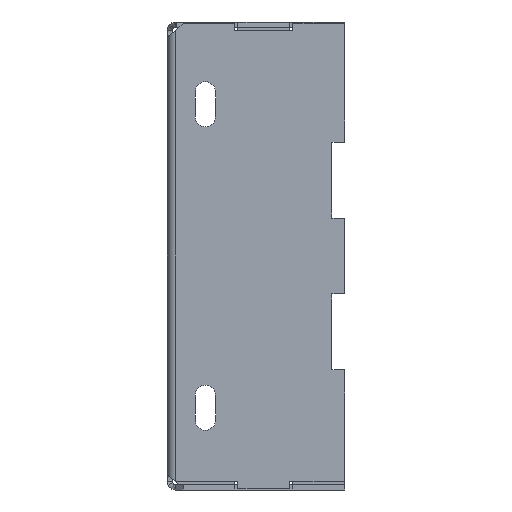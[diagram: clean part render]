
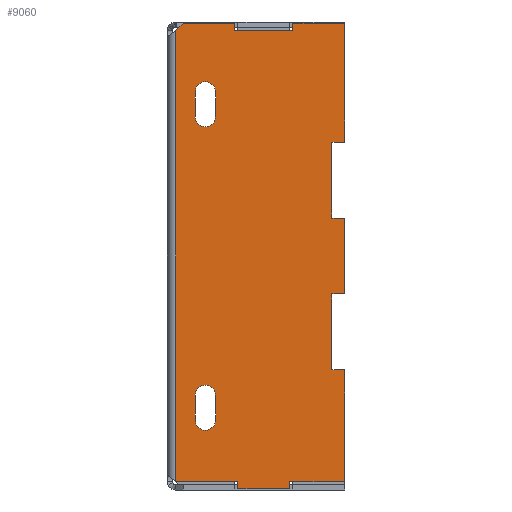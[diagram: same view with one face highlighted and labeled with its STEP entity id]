
A CAD part, left-side view. The second image highlights one B-rep face of the part: STEP entity #9060.
In plain terms, the highlighted planar face has unit normal (-1, 0, 0).
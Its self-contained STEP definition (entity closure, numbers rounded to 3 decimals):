
#221=DIRECTION('',(0.,1.,0.));
#222=VECTOR('',#221,0.5);
#223=CARTESIAN_POINT('',(-14.68,-7.,4.5));
#224=LINE('',#223,#222);
#225=DIRECTION('',(0.,0.,-1.));
#226=VECTOR('',#225,3.);
#227=CARTESIAN_POINT('',(-14.68,-6.5,4.5));
#228=LINE('',#227,#226);
#229=DIRECTION('',(0.,1.,0.));
#230=VECTOR('',#229,0.5);
#231=CARTESIAN_POINT('',(-14.68,-7.,1.5));
#232=LINE('',#231,#230);
#233=DIRECTION('',(0.,0.,-1.));
#234=VECTOR('',#233,3.);
#235=CARTESIAN_POINT('',(-14.68,-7.,1.5));
#236=LINE('',#235,#234);
#237=DIRECTION('',(0.,1.,0.));
#238=VECTOR('',#237,0.5);
#239=CARTESIAN_POINT('',(-14.68,-7.,-1.5));
#240=LINE('',#239,#238);
#241=DIRECTION('',(0.,0.,-1.));
#242=VECTOR('',#241,3.);
#243=CARTESIAN_POINT('',(-14.68,-6.5,-1.5));
#244=LINE('',#243,#242);
#245=DIRECTION('',(0.,1.,0.));
#246=VECTOR('',#245,0.5);
#247=CARTESIAN_POINT('',(-14.68,-7.,-4.5));
#248=LINE('',#247,#246);
#249=DIRECTION('',(0.,-1.,0.));
#250=VECTOR('',#249,2.173);
#251=CARTESIAN_POINT('',(-14.68,-4.827,-8.92));
#252=LINE('',#251,#250);
#253=DIRECTION('',(0.,0.,1.));
#254=VECTOR('',#253,0.28);
#255=CARTESIAN_POINT('',(-14.68,-4.827,-9.2));
#256=LINE('',#255,#254);
#257=DIRECTION('',(0.,-1.,0.));
#258=VECTOR('',#257,2.043);
#259=CARTESIAN_POINT('',(-14.68,-2.784,-9.2));
#260=LINE('',#259,#258);
#261=DIRECTION('',(0.,0.,-1.));
#262=VECTOR('',#261,0.28);
#263=CARTESIAN_POINT('',(-14.68,-2.784,-8.92));
#264=LINE('',#263,#262);
#265=DIRECTION('',(0.,-1.,0.));
#266=VECTOR('',#265,2.446);
#267=CARTESIAN_POINT('',(-14.68,-0.338,-8.92));
#268=LINE('',#267,#266);
#269=DIRECTION('',(0.,-0.707,-0.707));
#270=VECTOR('',#269,0.011);
#271=CARTESIAN_POINT('',(-14.68,-0.33,-8.912));
#272=LINE('',#271,#270);
#273=DIRECTION('',(0.,0.,-1.));
#274=VECTOR('',#273,17.824);
#275=CARTESIAN_POINT('',(-14.68,-0.33,8.912));
#276=LINE('',#275,#274);
#277=DIRECTION('',(0.,1.,0.));
#278=VECTOR('',#277,2.036);
#279=CARTESIAN_POINT('',(-14.68,-2.654,9.2));
#280=LINE('',#279,#278);
#281=DIRECTION('',(0.,0.,1.));
#282=VECTOR('',#281,0.28);
#283=CARTESIAN_POINT('',(-14.68,-2.654,8.92));
#284=LINE('',#283,#282);
#285=DIRECTION('',(0.,1.,0.));
#286=VECTOR('',#285,2.303);
#287=CARTESIAN_POINT('',(-14.68,-4.957,8.92));
#288=LINE('',#287,#286);
#289=DIRECTION('',(0.,0.,-1.));
#290=VECTOR('',#289,0.28);
#291=CARTESIAN_POINT('',(-14.68,-4.957,9.2));
#292=LINE('',#291,#290);
#293=DIRECTION('',(0.,1.,0.));
#294=VECTOR('',#293,2.043);
#295=CARTESIAN_POINT('',(-14.68,-7.,9.2));
#296=LINE('',#295,#294);
#297=DIRECTION('',(0.,0.,-1.));
#298=VECTOR('',#297,0.98);
#299=CARTESIAN_POINT('',(-14.68,-1.9,6.49));
#300=LINE('',#299,#298);
#301=CARTESIAN_POINT('',(-14.68,-1.5,6.49));
#302=DIRECTION('',(-1.,0.,0.));
#303=DIRECTION('',(0.,-1.,0.));
#304=AXIS2_PLACEMENT_3D('',#301,#302,#303);
#306=DIRECTION('',(0.,0.,1.));
#307=VECTOR('',#306,0.49);
#308=CARTESIAN_POINT('',(-14.68,-1.1,6.));
#309=LINE('',#308,#307);
#310=DIRECTION('',(0.,0.,1.));
#311=VECTOR('',#310,0.49);
#312=CARTESIAN_POINT('',(-14.68,-1.1,5.51));
#313=LINE('',#312,#311);
#314=CARTESIAN_POINT('',(-14.68,-1.5,5.51));
#315=DIRECTION('',(-1.,0.,0.));
#316=DIRECTION('',(0.,1.,0.));
#317=AXIS2_PLACEMENT_3D('',#314,#315,#316);
#319=DIRECTION('',(0.,0.,1.));
#320=VECTOR('',#319,0.98);
#321=CARTESIAN_POINT('',(-14.68,-1.9,-6.49));
#322=LINE('',#321,#320);
#323=CARTESIAN_POINT('',(-14.68,-1.5,-5.51));
#324=DIRECTION('',(1.,0.,0.));
#325=DIRECTION('',(0.,1.,0.));
#326=AXIS2_PLACEMENT_3D('',#323,#324,#325);
#328=DIRECTION('',(0.,0.,-1.));
#329=VECTOR('',#328,0.49);
#330=CARTESIAN_POINT('',(-14.68,-1.1,-5.51));
#331=LINE('',#330,#329);
#332=DIRECTION('',(0.,0.,-1.));
#333=VECTOR('',#332,0.49);
#334=CARTESIAN_POINT('',(-14.68,-1.1,-6.));
#335=LINE('',#334,#333);
#336=CARTESIAN_POINT('',(-14.68,-1.5,-6.49));
#337=DIRECTION('',(1.,0.,0.));
#338=DIRECTION('',(0.,-1.,0.));
#339=AXIS2_PLACEMENT_3D('',#336,#337,#338);
#353=DIRECTION('',(0.,0.,1.));
#354=VECTOR('',#353,4.42);
#355=CARTESIAN_POINT('',(-14.68,-7.,-8.92));
#356=LINE('',#355,#354);
#357=DIRECTION('',(0.,0.,1.));
#358=VECTOR('',#357,4.7);
#359=CARTESIAN_POINT('',(-14.68,-7.,4.5));
#360=LINE('',#359,#358);
#537=DIRECTION('',(0.,0.707,-0.707));
#538=VECTOR('',#537,0.407);
#539=CARTESIAN_POINT('',(-14.68,-0.618,9.2));
#540=LINE('',#539,#538);
#6709=CARTESIAN_POINT('',(-14.68,-0.33,-8.912));
#6710=CARTESIAN_POINT('',(-14.68,-0.338,-8.92));
#6711=VERTEX_POINT('',#6709);
#6712=VERTEX_POINT('',#6710);
#6841=CARTESIAN_POINT('',(-14.68,-2.784,-8.92));
#6842=VERTEX_POINT('',#6841);
#6843=CARTESIAN_POINT('',(-14.68,-2.784,-9.2));
#6844=VERTEX_POINT('',#6843);
#6845=CARTESIAN_POINT('',(-14.68,-4.827,-9.2));
#6846=VERTEX_POINT('',#6845);
#6847=CARTESIAN_POINT('',(-14.68,-4.827,-8.92));
#6848=VERTEX_POINT('',#6847);
#6849=CARTESIAN_POINT('',(-14.68,-7.,-8.92));
#6850=VERTEX_POINT('',#6849);
#6861=CARTESIAN_POINT('',(-14.68,-7.,9.2));
#6862=CARTESIAN_POINT('',(-14.68,-4.957,9.2));
#6863=VERTEX_POINT('',#6861);
#6864=VERTEX_POINT('',#6862);
#6865=CARTESIAN_POINT('',(-14.68,-4.957,8.92));
#6866=VERTEX_POINT('',#6865);
#6867=CARTESIAN_POINT('',(-14.68,-2.654,8.92));
#6868=VERTEX_POINT('',#6867);
#6869=CARTESIAN_POINT('',(-14.68,-2.654,9.2));
#6870=VERTEX_POINT('',#6869);
#6871=CARTESIAN_POINT('',(-14.68,-0.618,9.2));
#6872=VERTEX_POINT('',#6871);
#6885=CARTESIAN_POINT('',(-14.68,-0.33,8.912));
#6886=VERTEX_POINT('',#6885);
#7053=CARTESIAN_POINT('',(-14.68,-7.,4.5));
#7054=CARTESIAN_POINT('',(-14.68,-6.5,4.5));
#7055=VERTEX_POINT('',#7053);
#7056=VERTEX_POINT('',#7054);
#7057=CARTESIAN_POINT('',(-14.68,-6.5,1.5));
#7058=VERTEX_POINT('',#7057);
#7059=CARTESIAN_POINT('',(-14.68,-7.,1.5));
#7060=VERTEX_POINT('',#7059);
#7061=CARTESIAN_POINT('',(-14.68,-7.,-1.5));
#7062=VERTEX_POINT('',#7061);
#7063=CARTESIAN_POINT('',(-14.68,-6.5,-1.5));
#7064=VERTEX_POINT('',#7063);
#7065=CARTESIAN_POINT('',(-14.68,-6.5,-4.5));
#7066=VERTEX_POINT('',#7065);
#7067=CARTESIAN_POINT('',(-14.68,-7.,-4.5));
#7068=VERTEX_POINT('',#7067);
#7281=CARTESIAN_POINT('',(-14.68,-1.9,6.49));
#7282=CARTESIAN_POINT('',(-14.68,-1.9,5.51));
#7283=VERTEX_POINT('',#7281);
#7284=VERTEX_POINT('',#7282);
#7285=CARTESIAN_POINT('',(-14.68,-1.1,5.51));
#7286=VERTEX_POINT('',#7285);
#7287=CARTESIAN_POINT('',(-14.68,-1.1,6.));
#7288=VERTEX_POINT('',#7287);
#7289=CARTESIAN_POINT('',(-14.68,-1.1,6.49));
#7290=VERTEX_POINT('',#7289);
#7321=CARTESIAN_POINT('',(-14.68,-1.9,-6.49));
#7322=CARTESIAN_POINT('',(-14.68,-1.9,-5.51));
#7323=VERTEX_POINT('',#7321);
#7324=VERTEX_POINT('',#7322);
#7325=CARTESIAN_POINT('',(-14.68,-1.1,-5.51));
#7326=VERTEX_POINT('',#7325);
#7327=CARTESIAN_POINT('',(-14.68,-1.1,-6.));
#7328=VERTEX_POINT('',#7327);
#7329=CARTESIAN_POINT('',(-14.68,-1.1,-6.49));
#7330=VERTEX_POINT('',#7329);
#8987=CARTESIAN_POINT('',(-14.68,-0.33,8.92));
#8988=DIRECTION('',(-1.,0.,0.));
#8989=DIRECTION('',(0.,-1.,0.));
#8990=AXIS2_PLACEMENT_3D('',#8987,#8988,#8989);
#8991=PLANE('',#8990);
#8993=ORIENTED_EDGE('',*,*,#8992,.T.);
#8995=ORIENTED_EDGE('',*,*,#8994,.T.);
#8997=ORIENTED_EDGE('',*,*,#8996,.F.);
#8999=ORIENTED_EDGE('',*,*,#8998,.T.);
#9001=ORIENTED_EDGE('',*,*,#9000,.T.);
#9003=ORIENTED_EDGE('',*,*,#9002,.T.);
#9005=ORIENTED_EDGE('',*,*,#9004,.F.);
#9007=ORIENTED_EDGE('',*,*,#9006,.F.);
#9009=ORIENTED_EDGE('',*,*,#9008,.F.);
#9011=ORIENTED_EDGE('',*,*,#9010,.F.);
#9013=ORIENTED_EDGE('',*,*,#9012,.F.);
#9015=ORIENTED_EDGE('',*,*,#9014,.F.);
#9017=ORIENTED_EDGE('',*,*,#9016,.F.);
#9018=ORIENTED_EDGE('',*,*,#8977,.F.);
#9019=ORIENTED_EDGE('',*,*,#8929,.F.);
#9021=ORIENTED_EDGE('',*,*,#9020,.F.);
#9023=ORIENTED_EDGE('',*,*,#9022,.F.);
#9025=ORIENTED_EDGE('',*,*,#9024,.F.);
#9027=ORIENTED_EDGE('',*,*,#9026,.F.);
#9029=ORIENTED_EDGE('',*,*,#9028,.F.);
#9031=ORIENTED_EDGE('',*,*,#9030,.F.);
#9033=ORIENTED_EDGE('',*,*,#9032,.F.);
#9034=EDGE_LOOP('',(#8993,#8995,#8997,#8999,#9001,#9003,#9005,#9007,#9009,#9011,
#9013,#9015,#9017,#9018,#9019,#9021,#9023,#9025,#9027,#9029,#9031,#9033));
#9035=FACE_OUTER_BOUND('',#9034,.F.);
#9037=ORIENTED_EDGE('',*,*,#9036,.F.);
#9039=ORIENTED_EDGE('',*,*,#9038,.T.);
#9041=ORIENTED_EDGE('',*,*,#9040,.F.);
#9043=ORIENTED_EDGE('',*,*,#9042,.F.);
#9045=ORIENTED_EDGE('',*,*,#9044,.T.);
#9046=EDGE_LOOP('',(#9037,#9039,#9041,#9043,#9045));
#9047=FACE_BOUND('',#9046,.F.);
#9049=ORIENTED_EDGE('',*,*,#9048,.T.);
#9051=ORIENTED_EDGE('',*,*,#9050,.F.);
#9053=ORIENTED_EDGE('',*,*,#9052,.T.);
#9055=ORIENTED_EDGE('',*,*,#9054,.T.);
#9057=ORIENTED_EDGE('',*,*,#9056,.F.);
#9058=EDGE_LOOP('',(#9049,#9051,#9053,#9055,#9057));
#9059=FACE_BOUND('',#9058,.F.);
#9060=ADVANCED_FACE('',(#9035,#9047,#9059),#8991,.T.);
#305=CIRCLE('',#304,0.4);
#318=CIRCLE('',#317,0.4);
#327=CIRCLE('',#326,0.4);
#340=CIRCLE('',#339,0.4);
#8929=EDGE_CURVE('',#6886,#6711,#276,.T.);
#8977=EDGE_CURVE('',#6711,#6712,#272,.T.);
#8992=EDGE_CURVE('',#7055,#7056,#224,.T.);
#8994=EDGE_CURVE('',#7056,#7058,#228,.T.);
#8996=EDGE_CURVE('',#7060,#7058,#232,.T.);
#8998=EDGE_CURVE('',#7060,#7062,#236,.T.);
#9000=EDGE_CURVE('',#7062,#7064,#240,.T.);
#9002=EDGE_CURVE('',#7064,#7066,#244,.T.);
#9004=EDGE_CURVE('',#7068,#7066,#248,.T.);
#9006=EDGE_CURVE('',#6850,#7068,#356,.T.);
#9008=EDGE_CURVE('',#6848,#6850,#252,.T.);
#9010=EDGE_CURVE('',#6846,#6848,#256,.T.);
#9012=EDGE_CURVE('',#6844,#6846,#260,.T.);
#9014=EDGE_CURVE('',#6842,#6844,#264,.T.);
#9016=EDGE_CURVE('',#6712,#6842,#268,.T.);
#9020=EDGE_CURVE('',#6872,#6886,#540,.T.);
#9022=EDGE_CURVE('',#6870,#6872,#280,.T.);
#9024=EDGE_CURVE('',#6868,#6870,#284,.T.);
#9026=EDGE_CURVE('',#6866,#6868,#288,.T.);
#9028=EDGE_CURVE('',#6864,#6866,#292,.T.);
#9030=EDGE_CURVE('',#6863,#6864,#296,.T.);
#9032=EDGE_CURVE('',#7055,#6863,#360,.T.);
#9036=EDGE_CURVE('',#7283,#7284,#300,.T.);
#9038=EDGE_CURVE('',#7283,#7290,#305,.T.);
#9040=EDGE_CURVE('',#7288,#7290,#309,.T.);
#9042=EDGE_CURVE('',#7286,#7288,#313,.T.);
#9044=EDGE_CURVE('',#7286,#7284,#318,.T.);
#9048=EDGE_CURVE('',#7323,#7324,#322,.T.);
#9050=EDGE_CURVE('',#7326,#7324,#327,.T.);
#9052=EDGE_CURVE('',#7326,#7328,#331,.T.);
#9054=EDGE_CURVE('',#7328,#7330,#335,.T.);
#9056=EDGE_CURVE('',#7323,#7330,#340,.T.);
